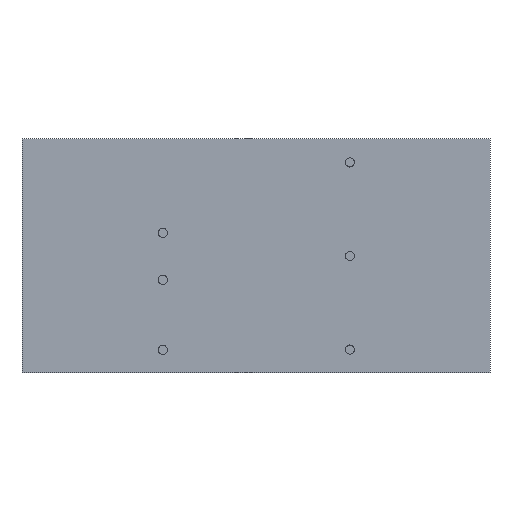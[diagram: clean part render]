
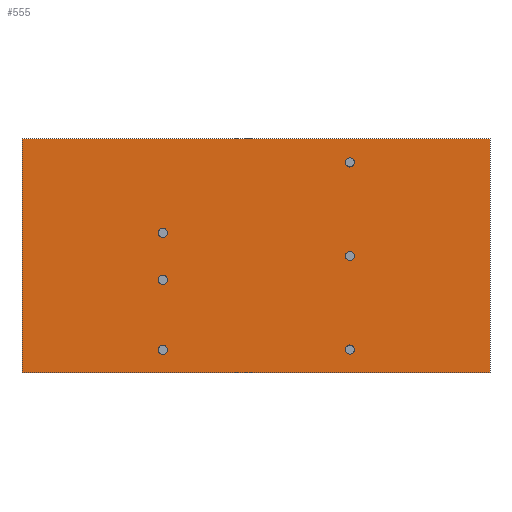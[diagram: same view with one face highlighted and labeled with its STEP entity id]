
A CAD part, front view. The second image highlights one B-rep face of the part: STEP entity #555.
In plain terms, the highlighted planar face has unit normal (0, -1, 0).
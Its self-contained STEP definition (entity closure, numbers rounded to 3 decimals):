
#84=CARTESIAN_POINT('',(10.7,0.0,0.));
#85=VERTEX_POINT('',#84);
#86=CARTESIAN_POINT('',(10.2,0.0,0.));
#87=DIRECTION('',(0.0,1.0,0.0));
#88=DIRECTION('',(-1.0,0.0,0.0));
#89=AXIS2_PLACEMENT_3D('',#86,#87,#88);
#90=CIRCLE('',#89,0.5);
#91=EDGE_CURVE('',#85,#85,#90,.T.);
#121=CARTESIAN_POINT('',(-9.62,0.0,-10.2));
#122=VERTEX_POINT('',#121);
#123=CARTESIAN_POINT('',(-10.12,0.0,-10.2));
#124=DIRECTION('',(0.0,1.0,0.0));
#125=DIRECTION('',(-1.0,0.0,0.0));
#126=AXIS2_PLACEMENT_3D('',#123,#124,#125);
#127=CIRCLE('',#126,0.5);
#128=EDGE_CURVE('',#122,#122,#127,.T.);
#158=CARTESIAN_POINT('',(-9.62,0.0,2.5));
#159=VERTEX_POINT('',#158);
#160=CARTESIAN_POINT('',(-10.12,0.0,2.5));
#161=DIRECTION('',(0.0,1.0,0.0));
#162=DIRECTION('',(-1.0,0.0,0.0));
#163=AXIS2_PLACEMENT_3D('',#160,#161,#162);
#164=CIRCLE('',#163,0.5);
#165=EDGE_CURVE('',#159,#159,#164,.T.);
#195=CARTESIAN_POINT('',(-9.62,0.0,-2.58));
#196=VERTEX_POINT('',#195);
#197=CARTESIAN_POINT('',(-10.12,0.0,-2.58));
#198=DIRECTION('',(0.0,1.0,0.0));
#199=DIRECTION('',(-1.0,0.0,0.0));
#200=AXIS2_PLACEMENT_3D('',#197,#198,#199);
#201=CIRCLE('',#200,0.5);
#202=EDGE_CURVE('',#196,#196,#201,.T.);
#232=CARTESIAN_POINT('',(10.7,0.0,10.16));
#233=VERTEX_POINT('',#232);
#234=CARTESIAN_POINT('',(10.2,0.0,10.16));
#235=DIRECTION('',(0.0,1.0,0.0));
#236=DIRECTION('',(-1.0,0.0,0.0));
#237=AXIS2_PLACEMENT_3D('',#234,#235,#236);
#238=CIRCLE('',#237,0.5);
#239=EDGE_CURVE('',#233,#233,#238,.T.);
#269=CARTESIAN_POINT('',(10.7,0.0,-10.16));
#270=VERTEX_POINT('',#269);
#271=CARTESIAN_POINT('',(10.2,0.0,-10.16));
#272=DIRECTION('',(0.0,1.0,0.0));
#273=DIRECTION('',(-1.0,0.0,0.0));
#274=AXIS2_PLACEMENT_3D('',#271,#272,#273);
#275=CIRCLE('',#274,0.5);
#276=EDGE_CURVE('',#270,#270,#275,.T.);
#424=CARTESIAN_POINT('',(-25.4,0.0,-12.7));
#425=VERTEX_POINT('',#424);
#432=CARTESIAN_POINT('',(-25.4,0.0,12.7));
#433=VERTEX_POINT('',#432);
#434=CARTESIAN_POINT('',(-25.4,0.0,12.7));
#435=DIRECTION('',(0.0,0.0,-1.0));
#436=VECTOR('',#435,25.4);
#437=LINE('',#434,#436);
#438=EDGE_CURVE('',#433,#425,#437,.T.);
#455=CARTESIAN_POINT('',(25.4,0.0,-12.7));
#456=VERTEX_POINT('',#455);
#463=CARTESIAN_POINT('',(-25.4,0.0,-12.7));
#464=DIRECTION('',(1.0,0.0,0.0));
#465=VECTOR('',#464,50.8);
#466=LINE('',#463,#465);
#467=EDGE_CURVE('',#425,#456,#466,.T.);
#491=CARTESIAN_POINT('',(25.4,0.0,12.7));
#492=VERTEX_POINT('',#491);
#499=CARTESIAN_POINT('',(25.4,0.0,-12.7));
#500=DIRECTION('',(0.0,0.0,1.0));
#501=VECTOR('',#500,25.4);
#502=LINE('',#499,#501);
#503=EDGE_CURVE('',#456,#492,#502,.T.);
#516=CARTESIAN_POINT('',(25.4,0.0,12.7));
#517=DIRECTION('',(-1.0,0.0,0.0));
#518=VECTOR('',#517,50.8);
#519=LINE('',#516,#518);
#520=EDGE_CURVE('',#492,#433,#519,.T.);
#526=CARTESIAN_POINT('',(0.0,0.0,0.0));
#527=DIRECTION('',(0.0,1.0,0.0));
#528=DIRECTION('',(0.0,0.0,1.0));
#529=AXIS2_PLACEMENT_3D('',#526,#527,#528);
#530=PLANE('',#529);
#531=ORIENTED_EDGE('',*,*,#520,.T.);
#532=ORIENTED_EDGE('',*,*,#438,.T.);
#533=ORIENTED_EDGE('',*,*,#467,.T.);
#534=ORIENTED_EDGE('',*,*,#503,.T.);
#535=EDGE_LOOP('',(#531,#532,#533,#534));
#536=FACE_OUTER_BOUND('',#535,.T.);
#537=ORIENTED_EDGE('',*,*,#91,.T.);
#538=EDGE_LOOP('',(#537));
#539=FACE_BOUND('',#538,.T.);
#540=ORIENTED_EDGE('',*,*,#128,.T.);
#541=EDGE_LOOP('',(#540));
#542=FACE_BOUND('',#541,.T.);
#543=ORIENTED_EDGE('',*,*,#165,.T.);
#544=EDGE_LOOP('',(#543));
#545=FACE_BOUND('',#544,.T.);
#546=ORIENTED_EDGE('',*,*,#202,.T.);
#547=EDGE_LOOP('',(#546));
#548=FACE_BOUND('',#547,.T.);
#549=ORIENTED_EDGE('',*,*,#239,.T.);
#550=EDGE_LOOP('',(#549));
#551=FACE_BOUND('',#550,.T.);
#552=ORIENTED_EDGE('',*,*,#276,.T.);
#553=EDGE_LOOP('',(#552));
#554=FACE_BOUND('',#553,.T.);
#555=ADVANCED_FACE('',(#536,#539,#542,#545,#548,#551,#554),#530,.F.);
